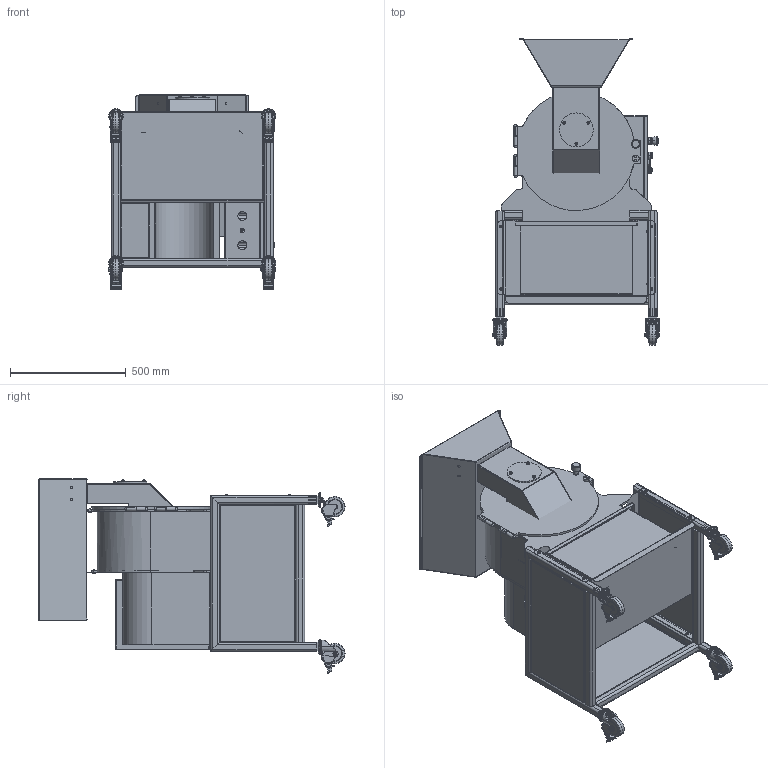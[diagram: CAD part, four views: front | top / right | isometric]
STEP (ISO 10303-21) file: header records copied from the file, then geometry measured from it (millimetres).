
FILE_DESCRIPTION (( 'STEP AP214' ), '1' );
FILE_NAME ('Mobius Mill M210 - 3D Model (STEP VER 1.0).STEP', '2020-01-15T21:47:22', ( '' ), ( '' ), 'SwSTEP 2.0', 'SolidWorks 2019', '' );
FILE_SCHEMA (( 'AUTOMOTIVE_DESIGN' ));
Length unit declared in the file: inch
Products named in the file (1): Mobius Mill M210 - 3D Model (STEP VER 1.0)
Bounding box: 725.75 x 1324.66 x 841.12 mm (x, y, z)
Volume: 24345934.3 mm3; surface area: 11162272.5 mm2
Topology: 62 solids, 62 shells, 5060 faces, 12958 edges, 8178 vertices
Faces by surface type: plane 2485, cylinder 1345, bspline 488, torus 383, cone 283, sphere 76
Entity records: 253399 total; most frequent: CARTESIAN_POINT 102230, ORIENTED_EDGE 25880, DIRECTION 23496, EDGE_CURVE 12940, AXIS2_PLACEMENT_3D 8419, VERTEX_POINT 8178, VECTOR 6658, LINE 6658
